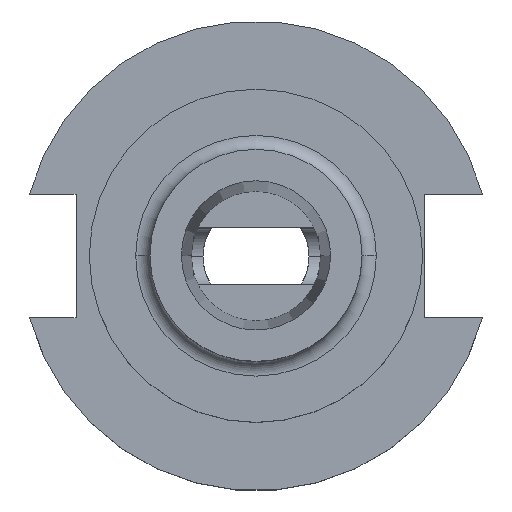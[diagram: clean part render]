
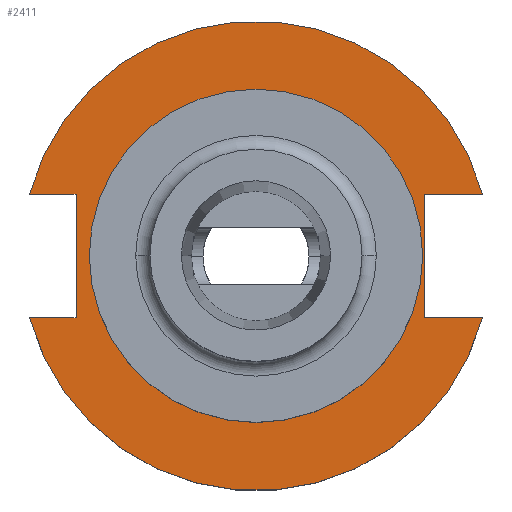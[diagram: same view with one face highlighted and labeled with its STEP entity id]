
A CAD part, top view. The second image highlights one B-rep face of the part: STEP entity #2411.
In plain terms, the highlighted planar face has unit normal (0, 0, 1).
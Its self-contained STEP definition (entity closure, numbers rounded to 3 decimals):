
#16 = CARTESIAN_POINT ( 'NONE',  ( 35.306, 12.954, 19.05 ) ) ;
#25 = EDGE_CURVE ( 'NONE', #1075, #742, #107, .T. ) ;
#54 = PLANE ( 'NONE',  #1991 ) ;
#107 = CIRCLE ( 'NONE', #2105, 49.212 ) ;
#173 = CARTESIAN_POINT ( 'NONE',  ( -63.719, -12.954, 19.05 ) ) ;
#198 = AXIS2_PLACEMENT_3D ( 'NONE', #567, #1519, #1512 ) ;
#228 = EDGE_CURVE ( 'NONE', #319, #1233, #384, .T. ) ;
#235 = DIRECTION ( 'NONE',  ( 1., 0., 0. ) ) ;
#284 = CARTESIAN_POINT ( 'NONE',  ( 0., 0., 19.05 ) ) ;
#319 = VERTEX_POINT ( 'NONE', #389 ) ;
#349 = VECTOR ( 'NONE', #463, 1000. ) ;
#384 = CIRCLE ( 'NONE', #1402, 49.212 ) ;
#389 = CARTESIAN_POINT ( 'NONE',  ( -47.477, -12.954, 19.05 ) ) ;
#412 = EDGE_CURVE ( 'NONE', #1459, #1291, #1110, .T. ) ;
#463 = DIRECTION ( 'NONE',  ( 1., 0., 0. ) ) ;
#473 = DIRECTION ( 'NONE',  ( 1., 0., 0. ) ) ;
#491 = DIRECTION ( 'NONE',  ( 0., 0., 1. ) ) ;
#522 = CARTESIAN_POINT ( 'NONE',  ( 35.306, -12.954, 19.05 ) ) ;
#528 = ORIENTED_EDGE ( 'NONE', *, *, #228, .T. ) ;
#563 = DIRECTION ( 'NONE',  ( 1., 0., 0. ) ) ;
#567 = CARTESIAN_POINT ( 'NONE',  ( 0., 0., 19.05 ) ) ;
#590 = AXIS2_PLACEMENT_3D ( 'NONE', #284, #1635, #473 ) ;
#702 = LINE ( 'NONE', #522, #1686 ) ;
#742 = VERTEX_POINT ( 'NONE', #1150 ) ;
#812 = ORIENTED_EDGE ( 'NONE', *, *, #2436, .F. ) ;
#813 = ORIENTED_EDGE ( 'NONE', *, *, #1295, .F. ) ;
#896 = CARTESIAN_POINT ( 'NONE',  ( -37.719, 12.954, 19.05 ) ) ;
#922 = CARTESIAN_POINT ( 'NONE',  ( 35.306, 12.954, 19.05 ) ) ;
#965 = ORIENTED_EDGE ( 'NONE', *, *, #1955, .F. ) ;
#981 = EDGE_CURVE ( 'NONE', #1957, #2462, #1050, .T. ) ;
#983 = VECTOR ( 'NONE', #1076, 1000. ) ;
#993 = CARTESIAN_POINT ( 'NONE',  ( 0., 49.212, 19.05 ) ) ;
#1001 = DIRECTION ( 'NONE',  ( 0., -1., 0. ) ) ;
#1012 = ORIENTED_EDGE ( 'NONE', *, *, #1327, .F. ) ;
#1050 = CIRCLE ( 'NONE', #198, 34.925 ) ;
#1056 = VERTEX_POINT ( 'NONE', #922 ) ;
#1075 = VERTEX_POINT ( 'NONE', #1116 ) ;
#1076 = DIRECTION ( 'NONE',  ( 0., 1., 0. ) ) ;
#1085 = ORIENTED_EDGE ( 'NONE', *, *, #1377, .F. ) ;
#1110 = LINE ( 'NONE', #1758, #983 ) ;
#1116 = CARTESIAN_POINT ( 'NONE',  ( 47.477, 12.954, 19.05 ) ) ;
#1150 = CARTESIAN_POINT ( 'NONE',  ( -47.477, 12.954, 19.05 ) ) ;
#1224 = VECTOR ( 'NONE', #2474, 1000. ) ;
#1233 = VERTEX_POINT ( 'NONE', #1886 ) ;
#1269 = CARTESIAN_POINT ( 'NONE',  ( 35.306, -12.954, 19.05 ) ) ;
#1289 = VECTOR ( 'NONE', #2468, 1000. ) ;
#1291 = VERTEX_POINT ( 'NONE', #896 ) ;
#1295 = EDGE_CURVE ( 'NONE', #1291, #742, #1795, .T. ) ;
#1301 = ORIENTED_EDGE ( 'NONE', *, *, #412, .F. ) ;
#1327 = EDGE_CURVE ( 'NONE', #1075, #1056, #1921, .T. ) ;
#1369 = LINE ( 'NONE', #173, #349 ) ;
#1377 = EDGE_CURVE ( 'NONE', #1646, #1233, #702, .T. ) ;
#1402 = AXIS2_PLACEMENT_3D ( 'NONE', #1593, #491, #1582 ) ;
#1459 = VERTEX_POINT ( 'NONE', #1589 ) ;
#1512 = DIRECTION ( 'NONE',  ( 1., 0., 0. ) ) ;
#1519 = DIRECTION ( 'NONE',  ( 0., 0., 1. ) ) ;
#1531 = ORIENTED_EDGE ( 'NONE', *, *, #1576, .F. ) ;
#1566 = DIRECTION ( 'NONE',  ( 0., 0., 1. ) ) ;
#1576 = EDGE_CURVE ( 'NONE', #319, #1459, #1369, .T. ) ;
#1582 = DIRECTION ( 'NONE',  ( 1., 0., 0. ) ) ;
#1585 = CARTESIAN_POINT ( 'NONE',  ( -34.925, 0., 19.05 ) ) ;
#1589 = CARTESIAN_POINT ( 'NONE',  ( -37.719, -12.954, 19.05 ) ) ;
#1593 = CARTESIAN_POINT ( 'NONE',  ( 0., 0., 19.05 ) ) ;
#1620 = VECTOR ( 'NONE', #1001, 1000. ) ;
#1625 = CARTESIAN_POINT ( 'NONE',  ( 34.925, 0., 19.05 ) ) ;
#1635 = DIRECTION ( 'NONE',  ( 0., 0., 1. ) ) ;
#1646 = VERTEX_POINT ( 'NONE', #1269 ) ;
#1680 = FACE_OUTER_BOUND ( 'NONE', #2158, .T. ) ;
#1686 = VECTOR ( 'NONE', #563, 1000. ) ;
#1726 = FACE_BOUND ( 'NONE', #1850, .T. ) ;
#1758 = CARTESIAN_POINT ( 'NONE',  ( -37.719, 12.954, 19.05 ) ) ;
#1793 = CIRCLE ( 'NONE', #590, 34.925 ) ;
#1795 = LINE ( 'NONE', #2142, #1289 ) ;
#1842 = DIRECTION ( 'NONE',  ( 1., 0., 0. ) ) ;
#1850 = EDGE_LOOP ( 'NONE', ( #2137, #965 ) ) ;
#1886 = CARTESIAN_POINT ( 'NONE',  ( 47.477, -12.954, 19.05 ) ) ;
#1921 = LINE ( 'NONE', #16, #1224 ) ;
#1955 = EDGE_CURVE ( 'NONE', #2462, #1957, #1793, .T. ) ;
#1957 = VERTEX_POINT ( 'NONE', #1625 ) ;
#1991 = AXIS2_PLACEMENT_3D ( 'NONE', #993, #1566, #235 ) ;
#2086 = ORIENTED_EDGE ( 'NONE', *, *, #25, .T. ) ;
#2105 = AXIS2_PLACEMENT_3D ( 'NONE', #2324, #2240, #1842 ) ;
#2123 = LINE ( 'NONE', #2343, #1620 ) ;
#2137 = ORIENTED_EDGE ( 'NONE', *, *, #981, .F. ) ;
#2142 = CARTESIAN_POINT ( 'NONE',  ( -63.719, 12.954, 19.05 ) ) ;
#2158 = EDGE_LOOP ( 'NONE', ( #528, #1085, #812, #1012, #2086, #813, #1301, #1531 ) ) ;
#2240 = DIRECTION ( 'NONE',  ( 0., 0., 1. ) ) ;
#2324 = CARTESIAN_POINT ( 'NONE',  ( 0., 0., 19.05 ) ) ;
#2343 = CARTESIAN_POINT ( 'NONE',  ( 35.306, 12.954, 19.05 ) ) ;
#2411 = ADVANCED_FACE ( 'NONE', ( #1726, #1680 ), #54, .T. ) ;
#2436 = EDGE_CURVE ( 'NONE', #1056, #1646, #2123, .T. ) ;
#2462 = VERTEX_POINT ( 'NONE', #1585 ) ;
#2468 = DIRECTION ( 'NONE',  ( -1., 0., 0. ) ) ;
#2474 = DIRECTION ( 'NONE',  ( -1., 0., 0. ) ) ;
